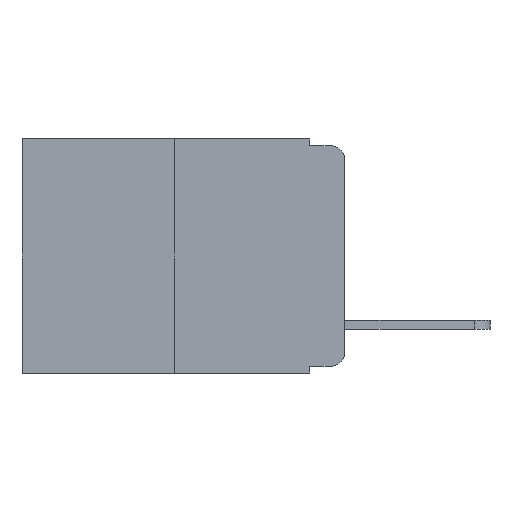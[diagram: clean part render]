
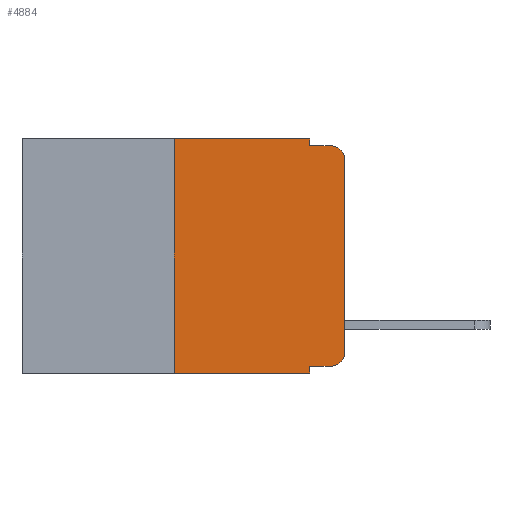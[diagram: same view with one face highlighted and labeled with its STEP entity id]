
A CAD part, left-side view. The second image highlights one B-rep face of the part: STEP entity #4884.
In plain terms, the highlighted planar face has unit normal (-1, 0, 0).
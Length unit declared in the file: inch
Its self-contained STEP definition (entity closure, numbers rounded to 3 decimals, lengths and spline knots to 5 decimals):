
#514 = CARTESIAN_POINT ( 'NONE',  ( 0., 0.051, -0.333 ) ) ;
#833 = CARTESIAN_POINT ( 'NONE',  ( 0., 0.051, -0.01 ) ) ;
#1080 = LINE ( 'NONE', #833, #15438 ) ;
#1169 = CARTESIAN_POINT ( 'NONE',  ( 0., 0.473, -0.343 ) ) ;
#1303 = CARTESIAN_POINT ( 'NONE',  ( 0., 0.02, -0.333 ) ) ;
#1332 = DIRECTION ( 'NONE',  ( 0., 0., -1. ) ) ;
#1426 = CARTESIAN_POINT ( 'NONE',  ( 0., 0.051, 0. ) ) ;
#1752 = EDGE_CURVE ( 'NONE', #2889, #9474, #7735, .T. ) ;
#1773 = ORIENTED_EDGE ( 'NONE', *, *, #12412, .F. ) ;
#2207 = VERTEX_POINT ( 'NONE', #7833 ) ;
#2332 = EDGE_CURVE ( 'NONE', #12285, #2207, #12786, .T. ) ;
#2479 = CARTESIAN_POINT ( 'NONE',  ( 0., 0.25, 0. ) ) ;
#2831 = EDGE_CURVE ( 'NONE', #14598, #13698, #3822, .T. ) ;
#2889 = VERTEX_POINT ( 'NONE', #4329 ) ;
#2935 = CIRCLE ( 'NONE', #16413, 0.02 ) ;
#3191 = DIRECTION ( 'NONE',  ( 0., 0., -1. ) ) ;
#3407 = LINE ( 'NONE', #8101, #9515 ) ;
#3822 = LINE ( 'NONE', #5312, #6211 ) ;
#4147 = DIRECTION ( 'NONE',  ( 0., -1., 0. ) ) ;
#4198 = ORIENTED_EDGE ( 'NONE', *, *, #12356, .T. ) ;
#4201 = VECTOR ( 'NONE', #12221, 39.37008 ) ;
#4329 = CARTESIAN_POINT ( 'NONE',  ( 0., 0.25, -0.343 ) ) ;
#4625 = VERTEX_POINT ( 'NONE', #1303 ) ;
#4712 = CARTESIAN_POINT ( 'NONE',  ( 0., 0.051, -0.343 ) ) ;
#4884 = ADVANCED_FACE ( 'NONE', ( #4956 ), #17163, .F. ) ;
#4897 = ORIENTED_EDGE ( 'NONE', *, *, #17101, .T. ) ;
#4956 = FACE_OUTER_BOUND ( 'NONE', #6321, .T. ) ;
#5312 = CARTESIAN_POINT ( 'NONE',  ( 0., 0.473, 0. ) ) ;
#5510 = CARTESIAN_POINT ( 'NONE',  ( 0., 0.02, -0.313 ) ) ;
#5827 = DIRECTION ( 'NONE',  ( 0., -1., 0. ) ) ;
#5879 = CARTESIAN_POINT ( 'NONE',  ( 0., 0.051, -0.01 ) ) ;
#6197 = CARTESIAN_POINT ( 'NONE',  ( 0., 0., 0. ) ) ;
#6211 = VECTOR ( 'NONE', #4147, 39.37008 ) ;
#6300 = VECTOR ( 'NONE', #15927, 39.37008 ) ;
#6321 = EDGE_LOOP ( 'NONE', ( #4198, #11010, #10245, #7108, #9376, #11775, #8384, #1773, #12066, #4897 ) ) ;
#6746 = CARTESIAN_POINT ( 'NONE',  ( 0., 0.02, -0.03 ) ) ;
#6950 = LINE ( 'NONE', #514, #12629 ) ;
#7049 = VERTEX_POINT ( 'NONE', #17923 ) ;
#7071 = DIRECTION ( 'NONE',  ( -1., 0., 0. ) ) ;
#7108 = ORIENTED_EDGE ( 'NONE', *, *, #7351, .F. ) ;
#7351 = EDGE_CURVE ( 'NONE', #13698, #12963, #3407, .T. ) ;
#7704 = DIRECTION ( 'NONE',  ( 0., -1., 0. ) ) ;
#7735 = LINE ( 'NONE', #1169, #16899 ) ;
#7833 = CARTESIAN_POINT ( 'NONE',  ( 0., 0.02, -0.01 ) ) ;
#8101 = CARTESIAN_POINT ( 'NONE',  ( 0., 0.051, 0. ) ) ;
#8384 = ORIENTED_EDGE ( 'NONE', *, *, #1752, .T. ) ;
#8839 = CARTESIAN_POINT ( 'NONE',  ( 0., 0.473, 0. ) ) ;
#9376 = ORIENTED_EDGE ( 'NONE', *, *, #2831, .F. ) ;
#9474 = VERTEX_POINT ( 'NONE', #4712 ) ;
#9515 = VECTOR ( 'NONE', #16376, 39.37008 ) ;
#10013 = LINE ( 'NONE', #6197, #6300 ) ;
#10245 = ORIENTED_EDGE ( 'NONE', *, *, #14562, .F. ) ;
#10658 = LINE ( 'NONE', #13320, #11532 ) ;
#10862 = DIRECTION ( 'NONE',  ( 0., -1., 0. ) ) ;
#11010 = ORIENTED_EDGE ( 'NONE', *, *, #2332, .T. ) ;
#11054 = DIRECTION ( 'NONE',  ( 0., 0., -1. ) ) ;
#11532 = VECTOR ( 'NONE', #17697, 39.37008 ) ;
#11603 = LINE ( 'NONE', #2479, #4201 ) ;
#11775 = ORIENTED_EDGE ( 'NONE', *, *, #16381, .F. ) ;
#12066 = ORIENTED_EDGE ( 'NONE', *, *, #12930, .T. ) ;
#12221 = DIRECTION ( 'NONE',  ( 0., 0., 1. ) ) ;
#12285 = VERTEX_POINT ( 'NONE', #14466 ) ;
#12356 = EDGE_CURVE ( 'NONE', #15628, #12285, #10013, .T. ) ;
#12412 = EDGE_CURVE ( 'NONE', #7049, #9474, #10658, .T. ) ;
#12482 = DIRECTION ( 'NONE',  ( -1., 0., 0. ) ) ;
#12629 = VECTOR ( 'NONE', #5827, 39.37008 ) ;
#12786 = CIRCLE ( 'NONE', #13122, 0.02 ) ;
#12930 = EDGE_CURVE ( 'NONE', #7049, #4625, #6950, .T. ) ;
#12963 = VERTEX_POINT ( 'NONE', #5879 ) ;
#13054 = DIRECTION ( 'NONE',  ( 1., 0., 0. ) ) ;
#13122 = AXIS2_PLACEMENT_3D ( 'NONE', #6746, #12482, #1332 ) ;
#13320 = CARTESIAN_POINT ( 'NONE',  ( 0., 0.051, 0. ) ) ;
#13698 = VERTEX_POINT ( 'NONE', #1426 ) ;
#14466 = CARTESIAN_POINT ( 'NONE',  ( 0., 0., -0.03 ) ) ;
#14562 = EDGE_CURVE ( 'NONE', #12963, #2207, #1080, .T. ) ;
#14598 = VERTEX_POINT ( 'NONE', #17380 ) ;
#14985 = AXIS2_PLACEMENT_3D ( 'NONE', #8839, #13054, #3191 ) ;
#15438 = VECTOR ( 'NONE', #7704, 39.37008 ) ;
#15628 = VERTEX_POINT ( 'NONE', #18017 ) ;
#15927 = DIRECTION ( 'NONE',  ( 0., 0., 1. ) ) ;
#16376 = DIRECTION ( 'NONE',  ( 0., 0., -1. ) ) ;
#16381 = EDGE_CURVE ( 'NONE', #2889, #14598, #11603, .T. ) ;
#16413 = AXIS2_PLACEMENT_3D ( 'NONE', #5510, #7071, #11054 ) ;
#16899 = VECTOR ( 'NONE', #10862, 39.37008 ) ;
#17101 = EDGE_CURVE ( 'NONE', #4625, #15628, #2935, .T. ) ;
#17163 = PLANE ( 'NONE',  #14985 ) ;
#17380 = CARTESIAN_POINT ( 'NONE',  ( 0., 0.25, 0. ) ) ;
#17697 = DIRECTION ( 'NONE',  ( 0., 0., -1. ) ) ;
#17923 = CARTESIAN_POINT ( 'NONE',  ( 0., 0.051, -0.333 ) ) ;
#18017 = CARTESIAN_POINT ( 'NONE',  ( 0., 0., -0.313 ) ) ;
